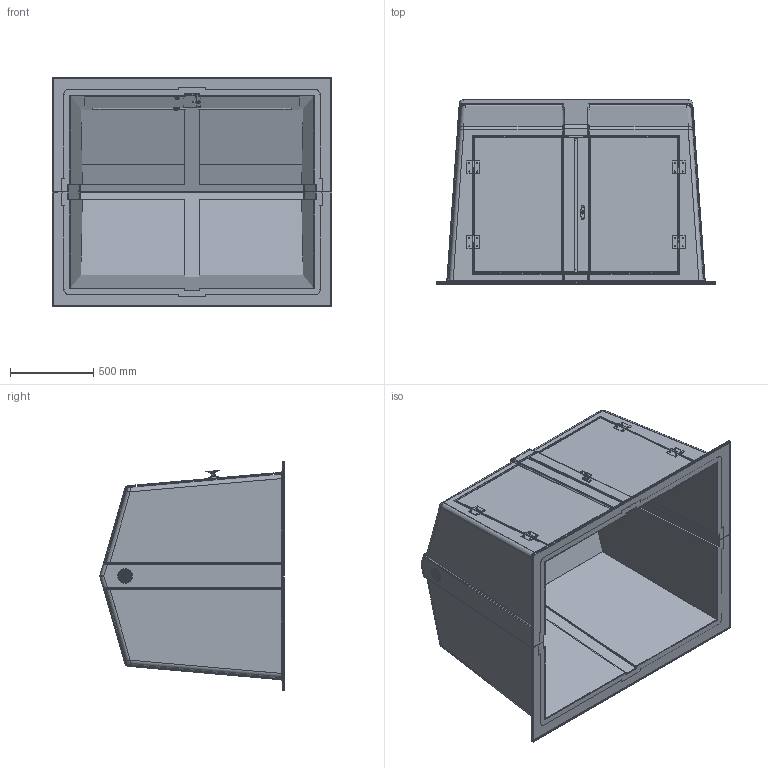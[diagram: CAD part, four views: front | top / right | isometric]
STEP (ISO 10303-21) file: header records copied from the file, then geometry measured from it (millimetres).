
FILE_DESCRIPTION (( 'STEP AP214' ), '1' );
FILE_NAME ('M400D.STEP', '2020-10-02T12:06:03', ( '' ), ( '' ), 'SwSTEP 2.0', 'SolidWorks 2020', '' );
FILE_SCHEMA (( 'AUTOMOTIVE_DESIGN' ));
Length unit declared in the file: inch
Products named in the file (1): M400D
Bounding box: 1676.4 x 1104.9 x 1371.6 mm (x, y, z)
Volume: 37312034.7 mm3; surface area: 28595275 mm2
Topology: 21 solids, 24 shells, 5309 faces, 15955 edges, 9295 vertices
Faces by surface type: plane 4481, cylinder 592, bspline 114, sphere 54, cone 40, torus 28
Entity records: 274861 total; most frequent: CARTESIAN_POINT 67516, ORIENTED_EDGE 31778, DIRECTION 25822, EDGE_CURVE 15889, LINE 11846, VECTOR 11846, VERTEX_POINT 9277, AXIS2_PLACEMENT_3D 6988
